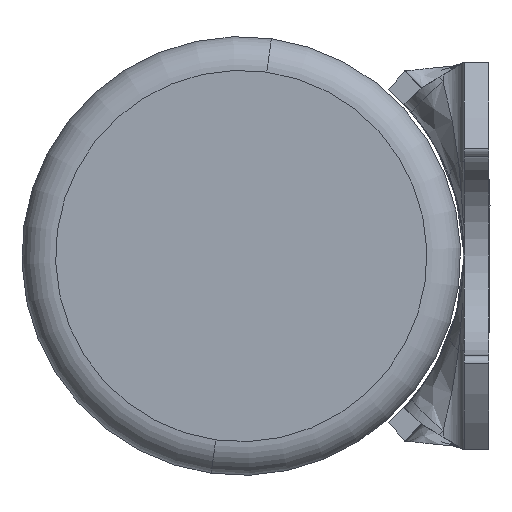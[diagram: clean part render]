
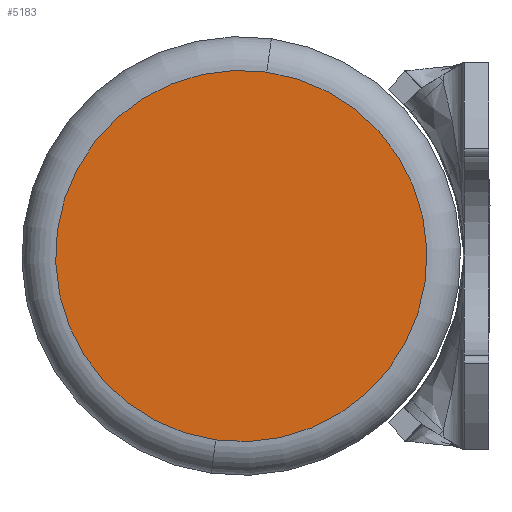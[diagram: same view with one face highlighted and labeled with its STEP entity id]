
A CAD part, left-side view. The second image highlights one B-rep face of the part: STEP entity #5183.
In plain terms, the highlighted planar face has unit normal (-1, 0, 0).
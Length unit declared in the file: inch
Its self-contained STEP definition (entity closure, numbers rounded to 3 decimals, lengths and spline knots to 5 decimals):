
#23 = FACE_OUTER_BOUND ( 'NONE', #649, .T. ) ;
#250 = CARTESIAN_POINT ( 'NONE',  ( -0.8775, -0.03291, 0.23723 ) ) ;
#449 = AXIS2_PLACEMENT_3D ( 'NONE', #878, #4009, #1337 ) ;
#525 = CARTESIAN_POINT ( 'NONE',  ( -0.8775, 0., 0. ) ) ;
#649 = EDGE_LOOP ( 'NONE', ( #3216, #4741 ) ) ;
#878 = CARTESIAN_POINT ( 'NONE',  ( -0.8775, 0., 0. ) ) ;
#985 = DIRECTION ( 'NONE',  ( 0., 0.137, -0.991 ) ) ;
#1128 = CIRCLE ( 'NONE', #449, 0.2395 ) ;
#1214 = AXIS2_PLACEMENT_3D ( 'NONE', #525, #3658, #985 ) ;
#1337 = DIRECTION ( 'NONE',  ( 0., 0.137, -0.991 ) ) ;
#1628 = AXIS2_PLACEMENT_3D ( 'NONE', #4799, #2158, #5225 ) ;
#1649 = VERTEX_POINT ( 'NONE', #250 ) ;
#2158 = DIRECTION ( 'NONE',  ( -1., 0., 0. ) ) ;
#2969 = CARTESIAN_POINT ( 'NONE',  ( -0.8775, 0.03291, -0.23723 ) ) ;
#3216 = ORIENTED_EDGE ( 'NONE', *, *, #4712, .F. ) ;
#3606 = CIRCLE ( 'NONE', #1214, 0.2395 ) ;
#3658 = DIRECTION ( 'NONE',  ( 1., 0., 0. ) ) ;
#3917 = PLANE ( 'NONE',  #1628 ) ;
#4009 = DIRECTION ( 'NONE',  ( 1., 0., 0. ) ) ;
#4141 = VERTEX_POINT ( 'NONE', #2969 ) ;
#4712 = EDGE_CURVE ( 'NONE', #4141, #1649, #1128, .T. ) ;
#4741 = ORIENTED_EDGE ( 'NONE', *, *, #5392, .F. ) ;
#4799 = CARTESIAN_POINT ( 'NONE',  ( -0.8775, 0., 0. ) ) ;
#5183 = ADVANCED_FACE ( 'NONE', ( #23 ), #3917, .T. ) ;
#5225 = DIRECTION ( 'NONE',  ( 0., 0.137, -0.991 ) ) ;
#5392 = EDGE_CURVE ( 'NONE', #1649, #4141, #3606, .T. ) ;
